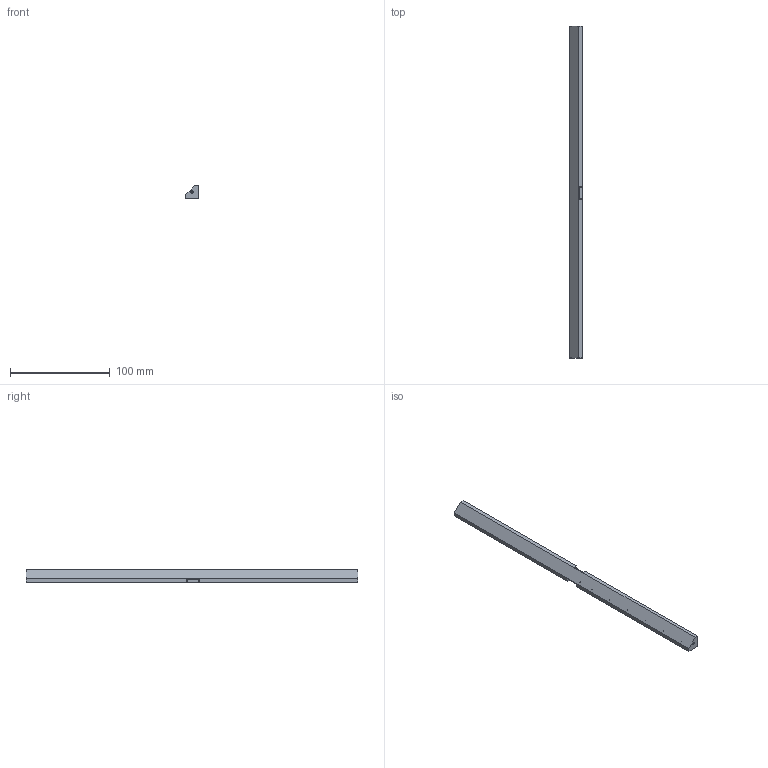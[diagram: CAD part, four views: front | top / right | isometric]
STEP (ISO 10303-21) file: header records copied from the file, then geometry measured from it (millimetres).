
FILE_DESCRIPTION (( 'STEP AP214' ), '1' );
FILE_NAME ('Bar_Stock_(1K version).STEP', '2024-06-11T20:42:52', ( '' ), ( '' ), 'SwSTEP 2.0', 'SolidWorks 2023', '' );
FILE_SCHEMA (( 'AUTOMOTIVE_DESIGN' ));
Length unit declared in the file: millimetre
Products named in the file (1): Bar_Stock_(1K version)
Bounding box: 12.7 x 333.2 x 12.7 mm (x, y, z)
Volume: 39404.6 mm3; surface area: 16521.7 mm2
Topology: 1 solids, 1 shells, 143 faces, 371 edges, 194 vertices
Faces by surface type: cylinder 76, cone 52, plane 15
Entity records: 3960 total; most frequent: CARTESIAN_POINT 777, DIRECTION 679, ORIENTED_EDGE 638, EDGE_CURVE 319, AXIS2_PLACEMENT_3D 256, VERTEX_POINT 194, EDGE_LOOP 169, LINE 167
